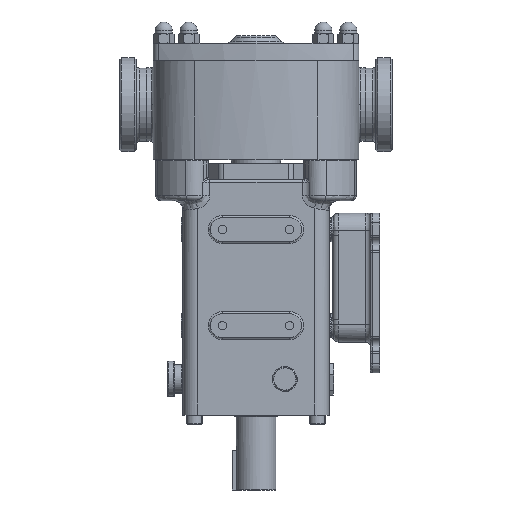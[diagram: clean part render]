
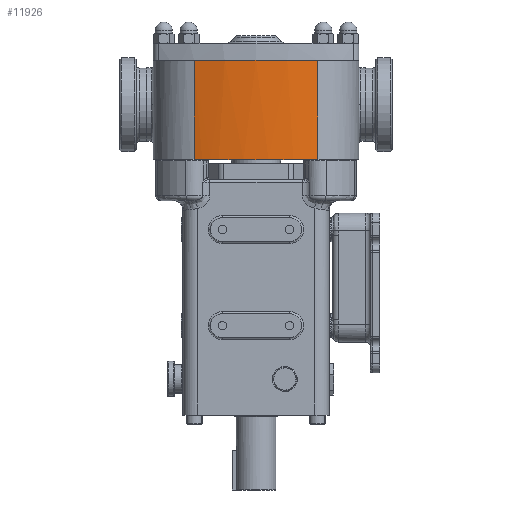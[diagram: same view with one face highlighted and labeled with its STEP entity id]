
A CAD part, left-side view. The second image highlights one B-rep face of the part: STEP entity #11926.
In plain terms, the highlighted cylindrical face has radius 231 mm (diameter 462 mm), a partial arc.
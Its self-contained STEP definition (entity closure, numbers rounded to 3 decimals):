
#310 = CIRCLE ( 'NONE', #8025, 231. ) ;
#322 = DIRECTION ( 'NONE',  ( 0., 0., 1. ) ) ;
#552 = CARTESIAN_POINT ( 'NONE',  ( -146.711, 38.841, -57.5 ) ) ;
#1015 = DIRECTION ( 'NONE',  ( 0., -1., 0. ) ) ;
#2275 = DIRECTION ( 'NONE',  ( 0., -1., 0. ) ) ;
#2404 = CIRCLE ( 'NONE', #18827, 231. ) ;
#2802 = DIRECTION ( 'NONE',  ( 0., 0., -1. ) ) ;
#3484 = VERTEX_POINT ( 'NONE', #24381 ) ;
#3686 = AXIS2_PLACEMENT_3D ( 'NONE', #24483, #12953, #1015 ) ;
#5483 = CARTESIAN_POINT ( 'NONE',  ( -146.711, 38.841, -138.253 ) ) ;
#6520 = ORIENTED_EDGE ( 'NONE', *, *, #16854, .T. ) ;
#7819 = CARTESIAN_POINT ( 'NONE',  ( -140.823, -64.465, -138.253 ) ) ;
#8025 = AXIS2_PLACEMENT_3D ( 'NONE', #8882, #22676, #29826 ) ;
#8131 = CARTESIAN_POINT ( 'NONE',  ( -140.823, -64.465, -57. ) ) ;
#8523 = ORIENTED_EDGE ( 'NONE', *, *, #22672, .T. ) ;
#8580 = AXIS2_PLACEMENT_3D ( 'NONE', #15122, #26670, #17545 ) ;
#8882 = CARTESIAN_POINT ( 'NONE',  ( 81., 0., 46. ) ) ;
#9245 = EDGE_CURVE ( 'NONE', #13181, #10281, #14734, .T. ) ;
#9537 = ORIENTED_EDGE ( 'NONE', *, *, #21740, .F. ) ;
#9830 = DIRECTION ( 'NONE',  ( 0., 0., 1. ) ) ;
#9918 = CARTESIAN_POINT ( 'NONE',  ( -140.823, 64.465, -57. ) ) ;
#10210 = VERTEX_POINT ( 'NONE', #9918 ) ;
#10244 = LINE ( 'NONE', #7819, #28441 ) ;
#10273 = LINE ( 'NONE', #21335, #22046 ) ;
#10281 = VERTEX_POINT ( 'NONE', #552 ) ;
#10498 = CARTESIAN_POINT ( 'NONE',  ( -146.711, -38.841, -138.253 ) ) ;
#10872 = VERTEX_POINT ( 'NONE', #12856 ) ;
#11769 = CARTESIAN_POINT ( 'NONE',  ( -140.823, 64.465, 46. ) ) ;
#11926 = ADVANCED_FACE ( 'NONE', ( #15719 ), #24690, .T. ) ;
#12856 = CARTESIAN_POINT ( 'NONE',  ( -146.711, -38.841, -57.5 ) ) ;
#12922 = LINE ( 'NONE', #10498, #20617 ) ;
#12953 = DIRECTION ( 'NONE',  ( 0., 0., -1. ) ) ;
#13181 = VERTEX_POINT ( 'NONE', #21629 ) ;
#14734 = LINE ( 'NONE', #5483, #25830 ) ;
#15122 = CARTESIAN_POINT ( 'NONE',  ( 81., 0., -138.253 ) ) ;
#15585 = ORIENTED_EDGE ( 'NONE', *, *, #24362, .T. ) ;
#15719 = FACE_OUTER_BOUND ( 'NONE', #22306, .T. ) ;
#16428 = ORIENTED_EDGE ( 'NONE', *, *, #9245, .T. ) ;
#16854 = EDGE_CURVE ( 'NONE', #10210, #13181, #2404, .T. ) ;
#17059 = DIRECTION ( 'NONE',  ( 0., 0., 1. ) ) ;
#17523 = VERTEX_POINT ( 'NONE', #11769 ) ;
#17545 = DIRECTION ( 'NONE',  ( 0., 1., 0. ) ) ;
#18757 = CARTESIAN_POINT ( 'NONE',  ( 81., 0., -57. ) ) ;
#18827 = AXIS2_PLACEMENT_3D ( 'NONE', #21990, #26556, #24432 ) ;
#19619 = CIRCLE ( 'NONE', #3686, 231. ) ;
#19726 = DIRECTION ( 'NONE',  ( 0., 0., 1. ) ) ;
#20316 = ORIENTED_EDGE ( 'NONE', *, *, #22706, .F. ) ;
#20617 = VECTOR ( 'NONE', #19726, 1000. ) ;
#21077 = CIRCLE ( 'NONE', #22520, 231. ) ;
#21335 = CARTESIAN_POINT ( 'NONE',  ( -140.823, 64.465, -138.253 ) ) ;
#21629 = CARTESIAN_POINT ( 'NONE',  ( -146.711, 38.841, -57. ) ) ;
#21740 = EDGE_CURVE ( 'NONE', #10872, #10281, #19619, .T. ) ;
#21990 = CARTESIAN_POINT ( 'NONE',  ( 81., 0., -57. ) ) ;
#22046 = VECTOR ( 'NONE', #9830, 1000. ) ;
#22171 = EDGE_CURVE ( 'NONE', #10872, #3484, #12922, .T. ) ;
#22306 = EDGE_LOOP ( 'NONE', ( #24552, #20316, #6520, #16428, #9537, #28087, #8523, #15585 ) ) ;
#22520 = AXIS2_PLACEMENT_3D ( 'NONE', #18757, #322, #2275 ) ;
#22672 = EDGE_CURVE ( 'NONE', #3484, #25507, #21077, .T. ) ;
#22676 = DIRECTION ( 'NONE',  ( 0., 0., -1. ) ) ;
#22706 = EDGE_CURVE ( 'NONE', #10210, #17523, #10273, .T. ) ;
#23006 = EDGE_CURVE ( 'NONE', #28681, #17523, #310, .T. ) ;
#24089 = CARTESIAN_POINT ( 'NONE',  ( -140.823, -64.465, 46. ) ) ;
#24362 = EDGE_CURVE ( 'NONE', #25507, #28681, #10244, .T. ) ;
#24381 = CARTESIAN_POINT ( 'NONE',  ( -146.711, -38.841, -57. ) ) ;
#24432 = DIRECTION ( 'NONE',  ( 0., -1., 0. ) ) ;
#24483 = CARTESIAN_POINT ( 'NONE',  ( 81., 0., -57.5 ) ) ;
#24552 = ORIENTED_EDGE ( 'NONE', *, *, #23006, .T. ) ;
#24690 = CYLINDRICAL_SURFACE ( 'NONE', #8580, 231. ) ;
#25507 = VERTEX_POINT ( 'NONE', #8131 ) ;
#25830 = VECTOR ( 'NONE', #2802, 1000. ) ;
#26556 = DIRECTION ( 'NONE',  ( 0., 0., 1. ) ) ;
#26670 = DIRECTION ( 'NONE',  ( 0., 0., 1. ) ) ;
#28087 = ORIENTED_EDGE ( 'NONE', *, *, #22171, .T. ) ;
#28441 = VECTOR ( 'NONE', #17059, 1000. ) ;
#28681 = VERTEX_POINT ( 'NONE', #24089 ) ;
#29826 = DIRECTION ( 'NONE',  ( -1., 0., 0. ) ) ;
